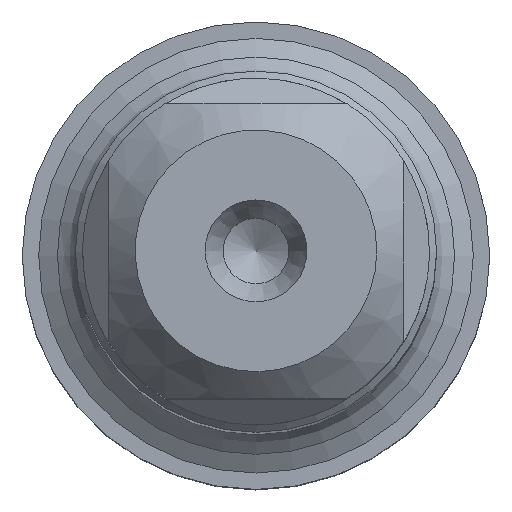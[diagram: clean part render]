
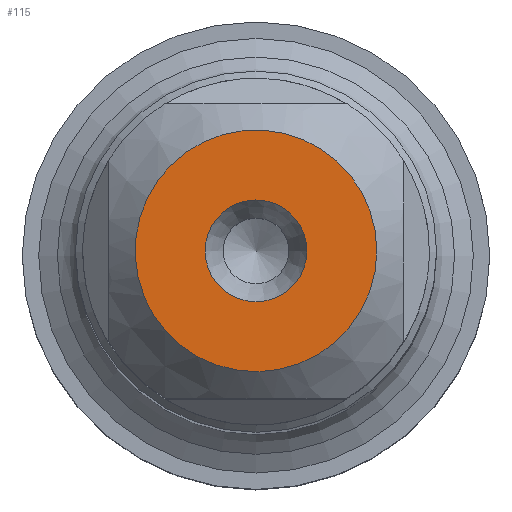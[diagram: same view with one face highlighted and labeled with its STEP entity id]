
A CAD part, top view. The second image highlights one B-rep face of the part: STEP entity #115.
In plain terms, the highlighted planar face has unit normal (0, 0, 1).
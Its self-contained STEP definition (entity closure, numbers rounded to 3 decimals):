
#55=PLANE('',#506);
#115=ADVANCED_FACE('',(#162,#163),#55,.F.);
#162=FACE_BOUND('',#204,.T.);
#163=FACE_BOUND('',#205,.T.);
#204=EDGE_LOOP('',(#276));
#205=EDGE_LOOP('',(#277));
#276=ORIENTED_EDGE('',*,*,#392,.T.);
#277=ORIENTED_EDGE('',*,*,#364,.T.);
#326=VERTEX_POINT('',#716);
#350=VERTEX_POINT('',#796);
#364=EDGE_CURVE('',#326,#326,#408,.T.);
#392=EDGE_CURVE('',#350,#350,#420,.T.);
#408=CIRCLE('',#481,3.68);
#420=CIRCLE('',#505,1.55);
#481=AXIS2_PLACEMENT_3D('',#715,#551,#552);
#505=AXIS2_PLACEMENT_3D('',#795,#607,#608);
#506=AXIS2_PLACEMENT_3D('',#797,#609,#610);
#551=DIRECTION('',(0.,0.,1.));
#552=DIRECTION('',(1.,0.,0.));
#607=DIRECTION('',(0.,0.,-1.));
#608=DIRECTION('',(-1.,0.,0.));
#609=DIRECTION('',(0.,0.,-1.));
#610=DIRECTION('',(-1.,0.,0.));
#715=CARTESIAN_POINT('',(0.,0.,0.));
#716=CARTESIAN_POINT('',(3.68,0.,0.));
#795=CARTESIAN_POINT('',(0.,0.,0.));
#796=CARTESIAN_POINT('',(-1.55,0.,0.));
#797=CARTESIAN_POINT('',(5.7,0.,0.));
